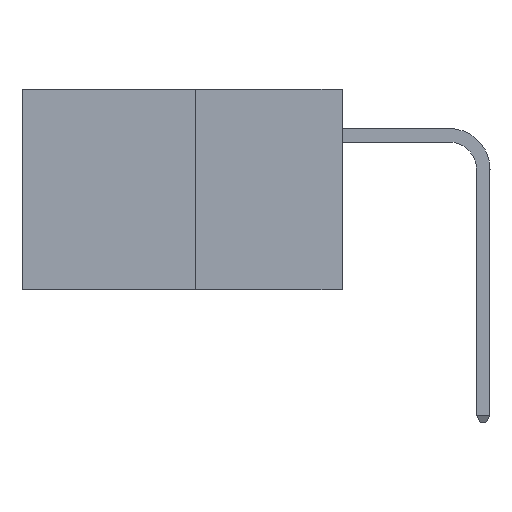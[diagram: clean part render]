
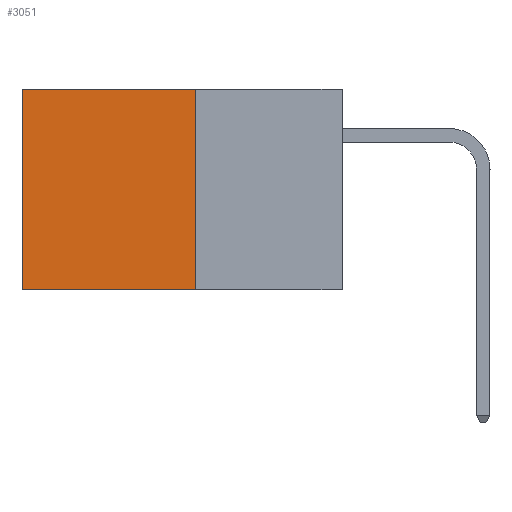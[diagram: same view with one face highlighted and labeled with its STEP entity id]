
A CAD part, left-side view. The second image highlights one B-rep face of the part: STEP entity #3051.
In plain terms, the highlighted planar face has unit normal (-1, 0, 0).
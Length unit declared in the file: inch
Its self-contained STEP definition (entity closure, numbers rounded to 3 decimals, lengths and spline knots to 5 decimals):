
#87 = EDGE_CURVE ( 'NONE', #17326, #4638, #1680, .T. ) ;
#139 = CARTESIAN_POINT ( 'NONE',  ( 0.277, 0.27, -0.37 ) ) ;
#1680 = LINE ( 'NONE', #14268, #7438 ) ;
#1715 = ORIENTED_EDGE ( 'NONE', *, *, #8640, .F. ) ;
#1806 = CARTESIAN_POINT ( 'NONE',  ( 0.277, 0.27, -0.37 ) ) ;
#2483 = DIRECTION ( 'NONE',  ( 0., 0., -1. ) ) ;
#2521 = DIRECTION ( 'NONE',  ( 1., 0., 0. ) ) ;
#2555 = PLANE ( 'NONE',  #12454 ) ;
#2630 = CARTESIAN_POINT ( 'NONE',  ( 0.277, 0.27, -0.37 ) ) ;
#3011 = VERTEX_POINT ( 'NONE', #5080 ) ;
#3051 = ADVANCED_FACE ( 'NONE', ( #27520 ), #2555, .F. ) ;
#3561 = CARTESIAN_POINT ( 'NONE',  ( 0.277, 0.27, 0. ) ) ;
#4638 = VERTEX_POINT ( 'NONE', #14230 ) ;
#4725 = VECTOR ( 'NONE', #20637, 39.37008 ) ;
#4839 = LINE ( 'NONE', #139, #30054 ) ;
#5033 = DIRECTION ( 'NONE',  ( 0., 0., -1. ) ) ;
#5080 = CARTESIAN_POINT ( 'NONE',  ( 0.277, 0.59, -0.37 ) ) ;
#5939 = CARTESIAN_POINT ( 'NONE',  ( 0.277, 0.59, -0.37 ) ) ;
#6198 = ORIENTED_EDGE ( 'NONE', *, *, #20778, .F. ) ;
#6238 = VERTEX_POINT ( 'NONE', #1806 ) ;
#7438 = VECTOR ( 'NONE', #17177, 39.37008 ) ;
#8640 = EDGE_CURVE ( 'NONE', #17326, #6238, #4839, .T. ) ;
#10241 = ORIENTED_EDGE ( 'NONE', *, *, #87, .T. ) ;
#12012 = LINE ( 'NONE', #30010, #17780 ) ;
#12454 = AXIS2_PLACEMENT_3D ( 'NONE', #2630, #2521, #2483 ) ;
#12947 = DIRECTION ( 'NONE',  ( 0., 1., 0. ) ) ;
#14230 = CARTESIAN_POINT ( 'NONE',  ( 0.277, 0.59, 0. ) ) ;
#14268 = CARTESIAN_POINT ( 'NONE',  ( 0.277, 0.27, 0. ) ) ;
#17177 = DIRECTION ( 'NONE',  ( 0., 1., 0. ) ) ;
#17326 = VERTEX_POINT ( 'NONE', #3561 ) ;
#17780 = VECTOR ( 'NONE', #12947, 39.37008 ) ;
#20637 = DIRECTION ( 'NONE',  ( 0., 0., -1. ) ) ;
#20778 = EDGE_CURVE ( 'NONE', #6238, #3011, #12012, .T. ) ;
#23313 = EDGE_CURVE ( 'NONE', #4638, #3011, #25803, .T. ) ;
#25803 = LINE ( 'NONE', #5939, #4725 ) ;
#27520 = FACE_OUTER_BOUND ( 'NONE', #30361, .T. ) ;
#27625 = ORIENTED_EDGE ( 'NONE', *, *, #23313, .T. ) ;
#30010 = CARTESIAN_POINT ( 'NONE',  ( 0.277, 0.27, -0.37 ) ) ;
#30054 = VECTOR ( 'NONE', #5033, 39.37008 ) ;
#30361 = EDGE_LOOP ( 'NONE', ( #27625, #6198, #1715, #10241 ) ) ;
